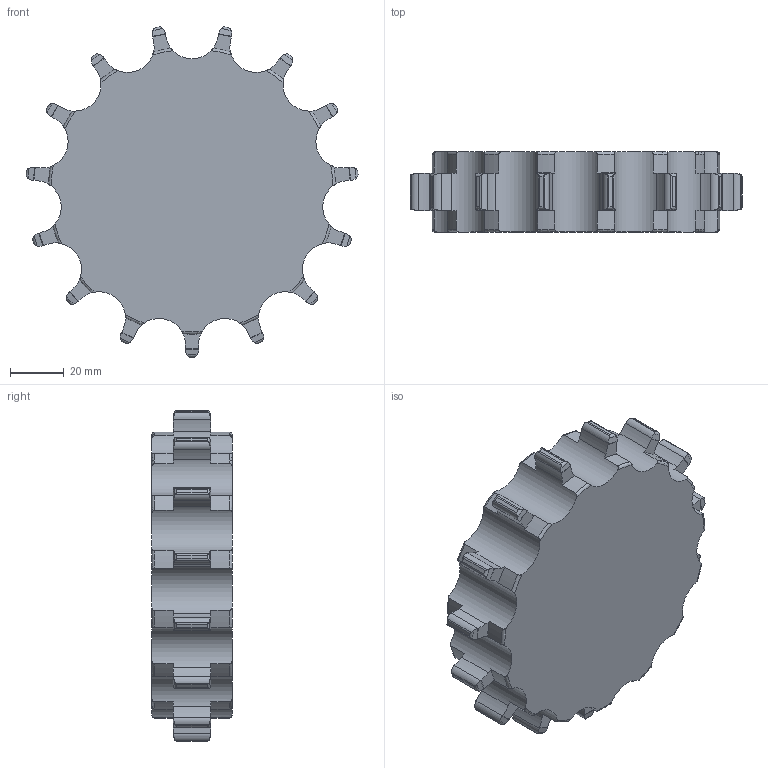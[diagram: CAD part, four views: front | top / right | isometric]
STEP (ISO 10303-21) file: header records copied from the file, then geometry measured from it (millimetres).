
FILE_DESCRIPTION((''),'2;1');
FILE_NAME('843Z15','2014-06-06T',('mth'),(''),'PRO/ENGINEER BY PARAMETRIC TECHNOLOGY CORPORATION, 2014090','PRO/ENGINEER BY PARAMETRIC TECHNOLOGY CORPORATION, 2014090','');
FILE_SCHEMA(('AUTOMOTIVE_DESIGN { 1 0 10303 214 1 1 1 1 }'));
Length unit declared in the file: millimetre
Products named in the file (1): 843Z15
Bounding box: 124.05 x 30 x 123.39 mm (x, y, z)
Volume: 258068.2 mm3; surface area: 31848.4 mm2
Topology: 1 solids, 1 shells, 302 faces, 900 edges, 600 vertices
Faces by surface type: cylinder 150, torus 90, plane 32, cone 30
Entity records: 15414 total; most frequent: CARTESIAN_POINT 4567, ORIENTED_EDGE 1800, DIRECTION 1504, PRESENTATION_STYLE_ASSIGNMENT 901, STYLED_ITEM 901, CURVE_STYLE 900, EDGE_CURVE 900, AXIS2_PLACEMENT_3D 662
